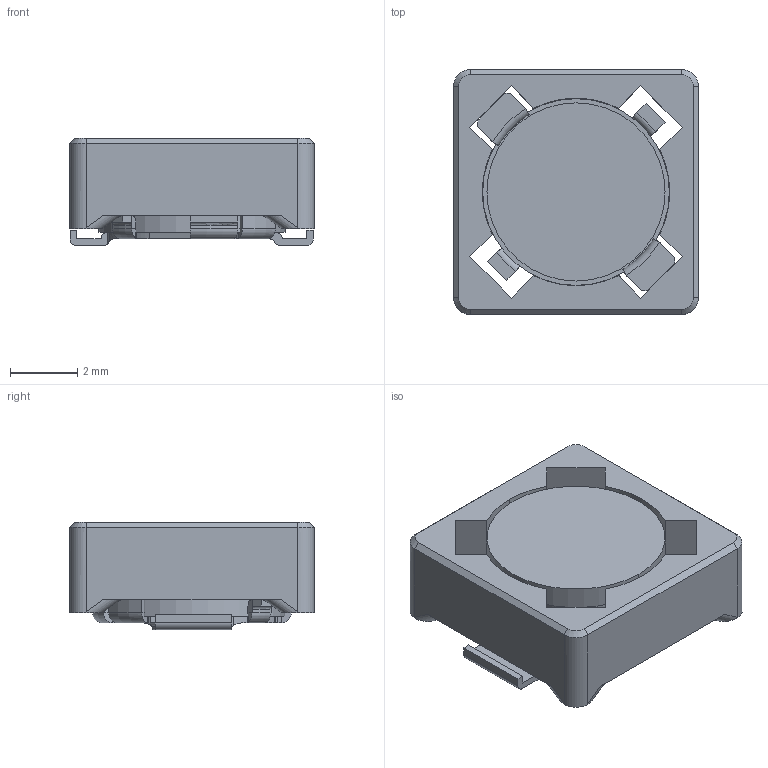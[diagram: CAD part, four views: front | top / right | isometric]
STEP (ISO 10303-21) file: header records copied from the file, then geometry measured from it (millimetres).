
FILE_DESCRIPTION (( 'STEP AP203' ), '1' );
FILE_NAME ('P1166.STEP', '2021-07-23T01:58:03', ( '' ), ( '' ), 'SwSTEP 2.0', 'SolidWorks 2020', '' );
FILE_SCHEMA (( 'CONFIG_CONTROL_DESIGN' ));
Length unit declared in the file: inch
Products named in the file (4): 032-0687.001; P1166; 032-0679.001; 024-2162
Assembly tree (3 placements, depth 2):
  P1166
    032-0679.001
    032-0687.001
    024-2162
Bounding box: 7.29 x 7.29 x 3.19 mm (x, y, z)
Volume: 97.9 mm3; surface area: 359.6 mm2
Topology: 4 solids, 4 shells, 225 faces, 571 edges, 356 vertices
Faces by surface type: plane 136, cylinder 61, torus 24, cone 4
Entity records: 7289 total; most frequent: CARTESIAN_POINT 1458, DIRECTION 1143, ORIENTED_EDGE 1142, EDGE_CURVE 571, AXIS2_PLACEMENT_3D 395, VERTEX_POINT 356, VECTOR 353, LINE 353
